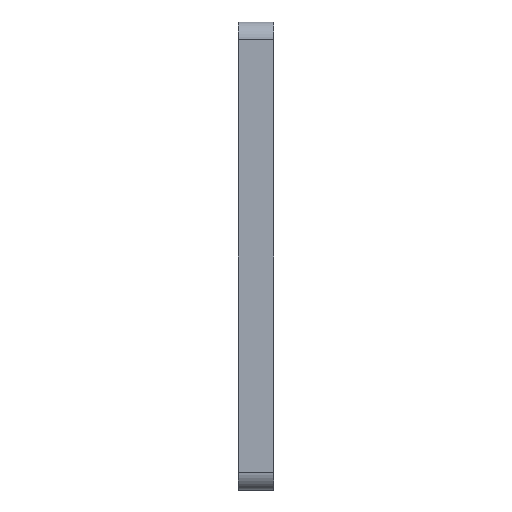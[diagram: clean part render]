
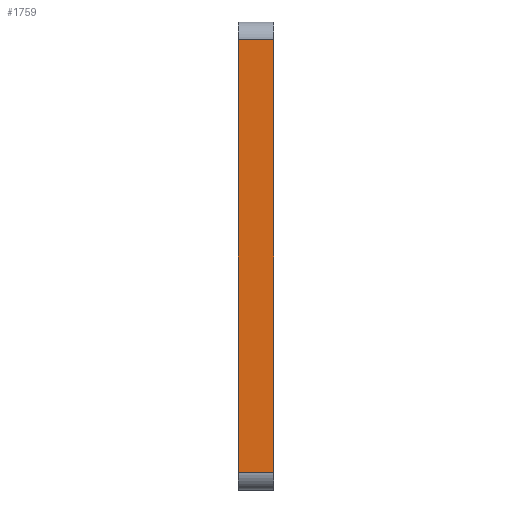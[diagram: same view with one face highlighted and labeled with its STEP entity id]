
A CAD part, left-side view. The second image highlights one B-rep face of the part: STEP entity #1759.
In plain terms, the highlighted planar face has unit normal (-1, 0, 0).
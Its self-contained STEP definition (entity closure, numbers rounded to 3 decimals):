
#169=FACE_OUTER_BOUND('',#269,.T.);
#269=EDGE_LOOP('',(#1491,#1492,#1493,#1494));
#483=LINE('',#2846,#691);
#487=LINE('',#2860,#695);
#488=LINE('',#2862,#696);
#489=LINE('',#2863,#697);
#691=VECTOR('',#2341,10.);
#695=VECTOR('',#2353,10.);
#696=VECTOR('',#2354,10.);
#697=VECTOR('',#2355,10.);
#848=VERTEX_POINT('',#2843);
#849=VERTEX_POINT('',#2845);
#855=VERTEX_POINT('',#2859);
#856=VERTEX_POINT('',#2861);
#1080=EDGE_CURVE('',#848,#849,#483,.T.);
#1087=EDGE_CURVE('',#855,#848,#487,.T.);
#1088=EDGE_CURVE('',#856,#855,#488,.T.);
#1089=EDGE_CURVE('',#856,#849,#489,.T.);
#1491=ORIENTED_EDGE('',*,*,#1087,.F.);
#1492=ORIENTED_EDGE('',*,*,#1088,.F.);
#1493=ORIENTED_EDGE('',*,*,#1089,.T.);
#1494=ORIENTED_EDGE('',*,*,#1080,.F.);
#1664=PLANE('',#1901);
#1759=ADVANCED_FACE('',(#169),#1664,.T.);
#1901=AXIS2_PLACEMENT_3D('',#2858,#2351,#2352);
#2341=DIRECTION('',(0.,0.,1.));
#2351=DIRECTION('center_axis',(-1.,0.,0.));
#2352=DIRECTION('ref_axis',(0.,0.,-1.));
#2353=DIRECTION('',(0.,1.,0.));
#2354=DIRECTION('',(0.,0.,-1.));
#2355=DIRECTION('',(0.,1.,0.));
#2843=CARTESIAN_POINT('',(-7.75,3.,-24.25));
#2845=CARTESIAN_POINT('',(-7.75,3.,24.25));
#2846=CARTESIAN_POINT('',(-7.75,3.,-24.25));
#2858=CARTESIAN_POINT('Origin',(-7.75,0.,24.25));
#2859=CARTESIAN_POINT('',(-7.75,-1.,-24.25));
#2860=CARTESIAN_POINT('',(-7.75,0.,-24.25));
#2861=CARTESIAN_POINT('',(-7.75,-1.,24.25));
#2862=CARTESIAN_POINT('',(-7.75,-1.,-24.25));
#2863=CARTESIAN_POINT('',(-7.75,0.,24.25));
